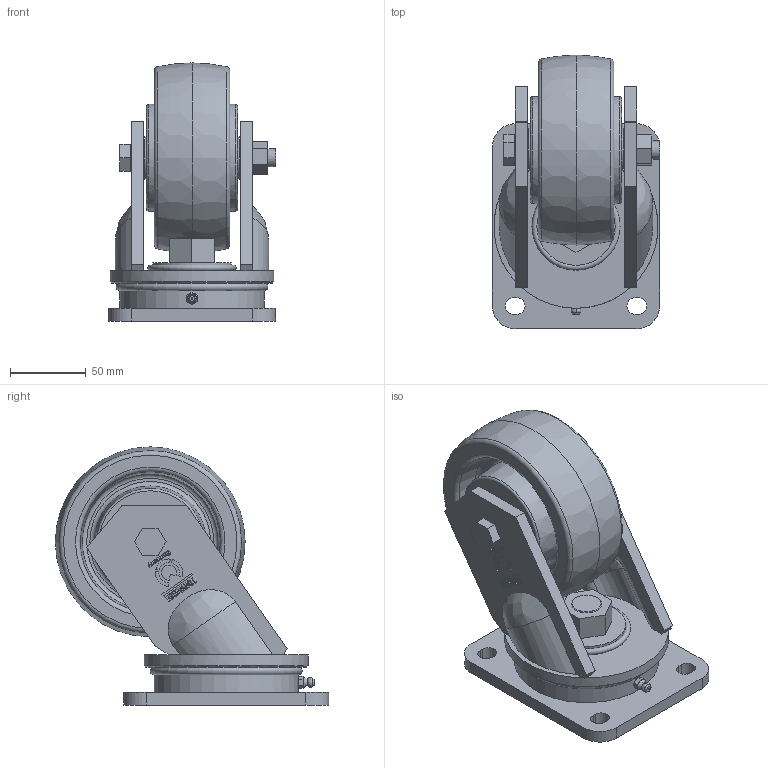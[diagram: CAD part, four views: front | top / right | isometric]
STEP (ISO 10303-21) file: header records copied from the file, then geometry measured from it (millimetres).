
FILE_DESCRIPTION(/* description */ (''),/* implementation_level */ '2;1');
FILE_NAME(/* name */ '0019294K_LP_PO_125_K',/* time_stamp */ '2010-12-14T09:55:39+01:00',/* author */ (''),/* organization */ (''),/* preprocessor_version */ 'ST-DEVELOPER v9',/* originating_system */ 'UGS - NX 4.0',/* authorisation */ '');
FILE_SCHEMA (('CONFIG_CONTROL_DESIGN'));
Length unit declared in the file: millimetre
Products named in the file (1): 0019294K_LP_PO_125_K
Bounding box: 110 x 180 x 170 mm (x, y, z)
Volume: 972671.5 mm3; surface area: 184211.4 mm2
Topology: 3 solids, 9 shells, 685 faces, 1774 edges, 1175 vertices
Faces by surface type: plane 365, extrusion 202, cylinder 68, torus 21, cone 17, bspline 10, sphere 2
Full cylindrical faces by diameter (mm): 6 x1, 12 x3, 12.2 x2, 16.63 x1, 19.794 x2, 20 x4, 20.5 x1, 24 x1, 25 x1, 28 x2, 28.802 x4, 35 x1, 38.198 x4, 51.5 x1, 95 x1, 108 x1
Entity records: 23072 total; most frequent: CARTESIAN_POINT 8117, ORIENTED_EDGE 3362, DIRECTION 2202, EDGE_CURVE 1681, VERTEX_POINT 1145, B_SPLINE_CURVE_WITH_KNOTS 1023, VECTOR 870, EDGE_LOOP 839
